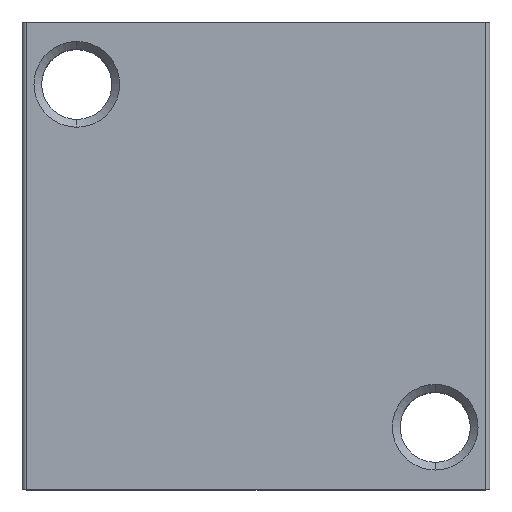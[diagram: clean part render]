
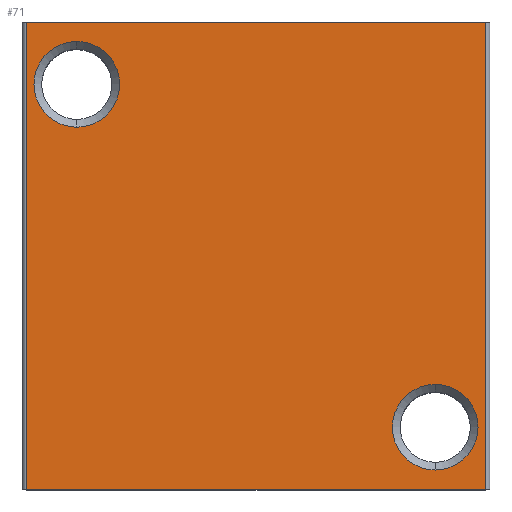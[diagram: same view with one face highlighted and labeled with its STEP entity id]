
A CAD part, top view. The second image highlights one B-rep face of the part: STEP entity #71.
In plain terms, the highlighted planar face has unit normal (0, 0, 1).
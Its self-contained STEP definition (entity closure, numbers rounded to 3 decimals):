
#71=ADVANCED_FACE('',(#169,#170,#171),#172,.T.);
#169=FACE_OUTER_BOUND('',#299,.T.);
#170=FACE_BOUND('',#300,.T.);
#171=FACE_BOUND('',#301,.T.);
#172=PLANE('',#302);
#299=EDGE_LOOP('',(#451,#452,#453,#454));
#300=EDGE_LOOP('',(#455,#456,#457));
#301=EDGE_LOOP('',(#458,#459,#460));
#302=AXIS2_PLACEMENT_3D('',#461,#462,#463);
#451=ORIENTED_EDGE('',*,*,#823,.T.);
#452=ORIENTED_EDGE('',*,*,#824,.T.);
#453=ORIENTED_EDGE('',*,*,#825,.T.);
#454=ORIENTED_EDGE('',*,*,#826,.T.);
#455=ORIENTED_EDGE('',*,*,#827,.T.);
#456=ORIENTED_EDGE('',*,*,#828,.T.);
#457=ORIENTED_EDGE('',*,*,#829,.T.);
#458=ORIENTED_EDGE('',*,*,#830,.T.);
#459=ORIENTED_EDGE('',*,*,#831,.T.);
#460=ORIENTED_EDGE('',*,*,#832,.T.);
#461=CARTESIAN_POINT('',(0.0,0.0,16.0));
#462=DIRECTION('',(0.0,0.0,1.0));
#463=DIRECTION('',(1.0,-0.0,0.0));
#823=EDGE_CURVE('',#1000,#1001,#1002,.T.);
#824=EDGE_CURVE('',#1001,#1003,#1004,.T.);
#825=EDGE_CURVE('',#1003,#1005,#1006,.T.);
#826=EDGE_CURVE('',#1005,#1000,#1007,.T.);
#827=EDGE_CURVE('',#1008,#1009,#1010,.T.);
#828=EDGE_CURVE('',#1009,#1011,#1012,.T.);
#829=EDGE_CURVE('',#1011,#1008,#1013,.T.);
#830=EDGE_CURVE('',#1014,#1015,#1016,.T.);
#831=EDGE_CURVE('',#1015,#1017,#1018,.T.);
#832=EDGE_CURVE('',#1017,#1014,#1019,.T.);
#1000=VERTEX_POINT('',#1241);
#1001=VERTEX_POINT('',#1242);
#1002=LINE('',#1243,#1244);
#1003=VERTEX_POINT('',#1245);
#1004=LINE('',#1246,#1247);
#1005=VERTEX_POINT('',#1248);
#1006=LINE('',#1249,#1250);
#1007=LINE('',#1251,#1252);
#1008=VERTEX_POINT('',#1253);
#1009=VERTEX_POINT('',#1254);
#1010=CIRCLE('',#1255,2.75);
#1011=VERTEX_POINT('',#1256);
#1012=CIRCLE('',#1257,2.75);
#1013=CIRCLE('',#1258,2.75);
#1014=VERTEX_POINT('',#1259);
#1015=VERTEX_POINT('',#1260);
#1016=CIRCLE('',#1261,2.75);
#1017=VERTEX_POINT('',#1262);
#1018=CIRCLE('',#1263,2.75);
#1019=CIRCLE('',#1264,2.75);
#1241=CARTESIAN_POINT('',(-14.7,15.0,16.0));
#1242=CARTESIAN_POINT('',(-14.7,-15.0,16.0));
#1243=CARTESIAN_POINT('',(-14.7,15.0,16.0));
#1244=VECTOR('',#1513,30.0);
#1245=CARTESIAN_POINT('',(14.7,-15.0,16.0));
#1246=CARTESIAN_POINT('',(-14.7,-15.0,16.0));
#1247=VECTOR('',#1514,29.4);
#1248=CARTESIAN_POINT('',(14.7,15.0,16.0));
#1249=CARTESIAN_POINT('',(14.7,-15.0,16.0));
#1250=VECTOR('',#1515,30.0);
#1251=CARTESIAN_POINT('',(14.7,15.0,16.0));
#1252=VECTOR('',#1516,29.4);
#1253=CARTESIAN_POINT('',(14.25,-11.0,16.0));
#1254=CARTESIAN_POINT('',(11.5,-13.75,16.0));
#1255=AXIS2_PLACEMENT_3D('',#1517,#1518,#1519);
#1256=CARTESIAN_POINT('',(11.5,-8.25,16.0));
#1257=AXIS2_PLACEMENT_3D('',#1520,#1521,#1522);
#1258=AXIS2_PLACEMENT_3D('',#1523,#1524,#1525);
#1259=CARTESIAN_POINT('',(-8.75,11.0,16.0));
#1260=CARTESIAN_POINT('',(-11.5,8.25,16.0));
#1261=AXIS2_PLACEMENT_3D('',#1526,#1527,#1528);
#1262=CARTESIAN_POINT('',(-11.5,13.75,16.0));
#1263=AXIS2_PLACEMENT_3D('',#1529,#1530,#1531);
#1264=AXIS2_PLACEMENT_3D('',#1532,#1533,#1534);
#1513=DIRECTION('',(0.0,-1.0,0.0));
#1514=DIRECTION('',(1.0,0.0,0.0));
#1515=DIRECTION('',(0.0,1.0,0.0));
#1516=DIRECTION('',(-1.0,0.0,0.0));
#1517=CARTESIAN_POINT('',(11.5,-11.0,16.0));
#1518=DIRECTION('',(0.0,0.0,-1.0));
#1519=DIRECTION('',(0.0,-1.0,0.0));
#1520=CARTESIAN_POINT('',(11.5,-11.0,16.0));
#1521=DIRECTION('',(0.0,0.0,-1.0));
#1522=DIRECTION('',(0.0,-1.0,0.0));
#1523=CARTESIAN_POINT('',(11.5,-11.0,16.0));
#1524=DIRECTION('',(0.0,0.0,-1.0));
#1525=DIRECTION('',(0.0,-1.0,0.0));
#1526=CARTESIAN_POINT('',(-11.5,11.0,16.0));
#1527=DIRECTION('',(0.0,0.0,-1.0));
#1528=DIRECTION('',(0.0,-1.0,0.0));
#1529=CARTESIAN_POINT('',(-11.5,11.0,16.0));
#1530=DIRECTION('',(0.0,0.0,-1.0));
#1531=DIRECTION('',(0.0,-1.0,0.0));
#1532=CARTESIAN_POINT('',(-11.5,11.0,16.0));
#1533=DIRECTION('',(0.0,0.0,-1.0));
#1534=DIRECTION('',(0.0,-1.0,0.0));
